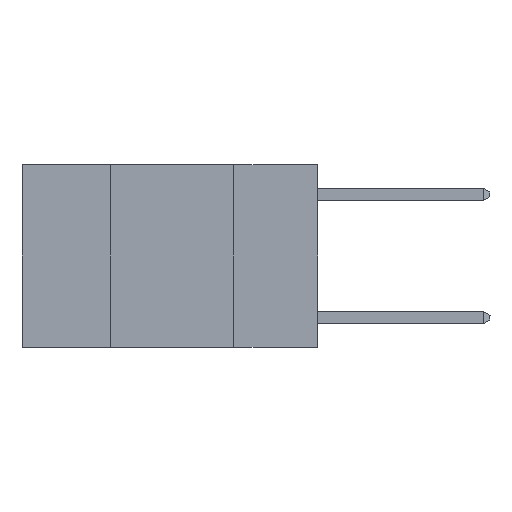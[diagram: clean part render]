
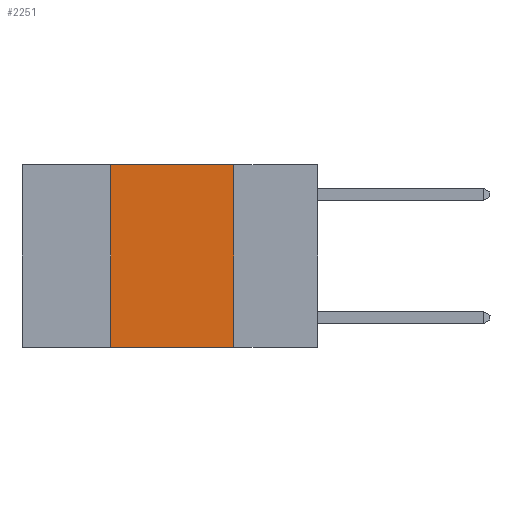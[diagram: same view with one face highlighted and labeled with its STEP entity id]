
A CAD part, left-side view. The second image highlights one B-rep face of the part: STEP entity #2251.
In plain terms, the highlighted planar face has unit normal (-1, 0, 0).
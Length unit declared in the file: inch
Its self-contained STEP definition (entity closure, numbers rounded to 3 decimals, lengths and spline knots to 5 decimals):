
#239 = EDGE_LOOP ( 'NONE', ( #4027, #1250, #2871, #3370 ) ) ;
#799 = VECTOR ( 'NONE', #7998, 39.37008 ) ;
#1250 = ORIENTED_EDGE ( 'NONE', *, *, #5075, .F. ) ;
#1827 = VECTOR ( 'NONE', #2161, 39.37008 ) ;
#2161 = DIRECTION ( 'NONE',  ( 0., 0., -1. ) ) ;
#2251 = ADVANCED_FACE ( 'NONE', ( #9269 ), #8368, .F. ) ;
#2593 = CARTESIAN_POINT ( 'NONE',  ( 0., 0.42, -0.37 ) ) ;
#2801 = CARTESIAN_POINT ( 'NONE',  ( 0., 0.17, 0. ) ) ;
#2871 = ORIENTED_EDGE ( 'NONE', *, *, #4554, .F. ) ;
#3147 = LINE ( 'NONE', #4888, #799 ) ;
#3370 = ORIENTED_EDGE ( 'NONE', *, *, #5646, .T. ) ;
#3710 = DIRECTION ( 'NONE',  ( 1., 0., 0. ) ) ;
#3935 = CARTESIAN_POINT ( 'NONE',  ( 0., 0.6, -0.37 ) ) ;
#4008 = AXIS2_PLACEMENT_3D ( 'NONE', #5278, #3710, #9149 ) ;
#4027 = ORIENTED_EDGE ( 'NONE', *, *, #5497, .F. ) ;
#4264 = VERTEX_POINT ( 'NONE', #9172 ) ;
#4286 = VECTOR ( 'NONE', #4717, 39.37008 ) ;
#4554 = EDGE_CURVE ( 'NONE', #5243, #4264, #3147, .T. ) ;
#4696 = CARTESIAN_POINT ( 'NONE',  ( 0., 0.6, 0. ) ) ;
#4717 = DIRECTION ( 'NONE',  ( 0., -1., 0. ) ) ;
#4888 = CARTESIAN_POINT ( 'NONE',  ( 0., 0.42, 0. ) ) ;
#5075 = EDGE_CURVE ( 'NONE', #4264, #9424, #5549, .T. ) ;
#5243 = VERTEX_POINT ( 'NONE', #2593 ) ;
#5278 = CARTESIAN_POINT ( 'NONE',  ( 0., 0.6, 0. ) ) ;
#5345 = VERTEX_POINT ( 'NONE', #6640 ) ;
#5497 = EDGE_CURVE ( 'NONE', #9424, #5345, #9869, .T. ) ;
#5549 = LINE ( 'NONE', #4696, #7829 ) ;
#5646 = EDGE_CURVE ( 'NONE', #5243, #5345, #6615, .T. ) ;
#6101 = CARTESIAN_POINT ( 'NONE',  ( 0., 0.17, 0. ) ) ;
#6615 = LINE ( 'NONE', #3935, #4286 ) ;
#6640 = CARTESIAN_POINT ( 'NONE',  ( 0., 0.17, -0.37 ) ) ;
#7054 = DIRECTION ( 'NONE',  ( 0., -1., 0. ) ) ;
#7829 = VECTOR ( 'NONE', #7054, 39.37008 ) ;
#7998 = DIRECTION ( 'NONE',  ( 0., 0., 1. ) ) ;
#8368 = PLANE ( 'NONE',  #4008 ) ;
#9149 = DIRECTION ( 'NONE',  ( 0., 0., -1. ) ) ;
#9172 = CARTESIAN_POINT ( 'NONE',  ( 0., 0.42, 0. ) ) ;
#9269 = FACE_OUTER_BOUND ( 'NONE', #239, .T. ) ;
#9424 = VERTEX_POINT ( 'NONE', #2801 ) ;
#9869 = LINE ( 'NONE', #6101, #1827 ) ;
